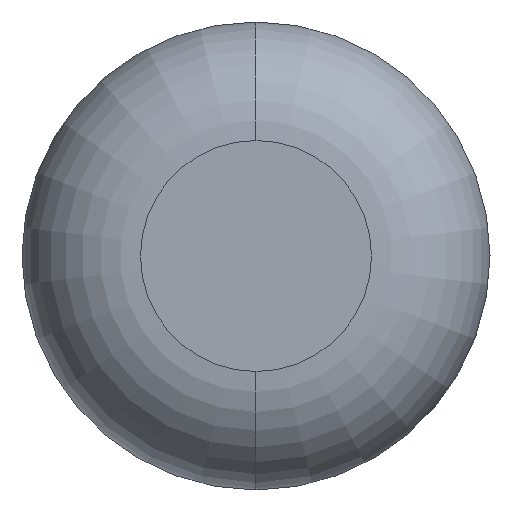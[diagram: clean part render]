
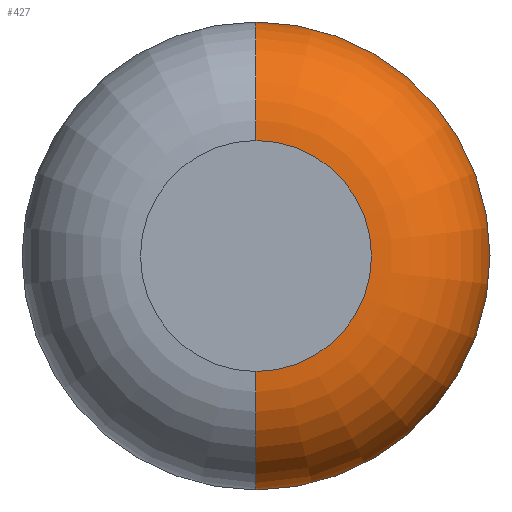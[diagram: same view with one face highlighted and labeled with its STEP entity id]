
A CAD part, front view. The second image highlights one B-rep face of the part: STEP entity #427.
In plain terms, the highlighted toroidal (fillet/blend) face has major radius 4.699 mm and minor radius 4.826 mm.
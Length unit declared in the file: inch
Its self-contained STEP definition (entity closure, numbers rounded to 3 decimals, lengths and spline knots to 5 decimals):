
#24 = CARTESIAN_POINT ( 'NONE',  ( 0., 0., 0. ) ) ;
#27 = CIRCLE ( 'NONE', #424, 0.375 ) ;
#45 = VERTEX_POINT ( 'NONE', #59 ) ;
#51 = DIRECTION ( 'NONE',  ( 0., 0., -1. ) ) ;
#54 = AXIS2_PLACEMENT_3D ( 'NONE', #408, #323, #168 ) ;
#58 = EDGE_CURVE ( 'NONE', #45, #514, #142, .T. ) ;
#59 = CARTESIAN_POINT ( 'NONE',  ( 0., 0.19, -0.375 ) ) ;
#88 = EDGE_CURVE ( 'NONE', #514, #347, #390, .T. ) ;
#91 = VERTEX_POINT ( 'NONE', #337 ) ;
#93 = ORIENTED_EDGE ( 'NONE', *, *, #369, .T. ) ;
#106 = DIRECTION ( 'NONE',  ( 0., 0., 1. ) ) ;
#133 = EDGE_LOOP ( 'NONE', ( #93, #415, #401, #443 ) ) ;
#142 = CIRCLE ( 'NONE', #189, 0.19 ) ;
#168 = DIRECTION ( 'NONE',  ( 0., 0., -1. ) ) ;
#173 = FACE_OUTER_BOUND ( 'NONE', #133, .T. ) ;
#175 = EDGE_CURVE ( 'NONE', #91, #347, #267, .T. ) ;
#189 = AXIS2_PLACEMENT_3D ( 'NONE', #243, #276, #106 ) ;
#210 = DIRECTION ( 'NONE',  ( 0., -1., 0. ) ) ;
#224 = DIRECTION ( 'NONE',  ( 0., -1., 0. ) ) ;
#232 = DIRECTION ( 'NONE',  ( 0., 0., -1. ) ) ;
#243 = CARTESIAN_POINT ( 'NONE',  ( 0., 0.19, -0.185 ) ) ;
#267 = CIRCLE ( 'NONE', #54, 0.19 ) ;
#276 = DIRECTION ( 'NONE',  ( -1., 0., 0. ) ) ;
#280 = TOROIDAL_SURFACE ( 'NONE', #457, 0.185, 0.19 ) ;
#295 = CARTESIAN_POINT ( 'NONE',  ( 0., 0.19, 0. ) ) ;
#323 = DIRECTION ( 'NONE',  ( 1., 0., 0. ) ) ;
#337 = CARTESIAN_POINT ( 'NONE',  ( 0., 0.19, 0.375 ) ) ;
#347 = VERTEX_POINT ( 'NONE', #524 ) ;
#349 = CARTESIAN_POINT ( 'NONE',  ( 0., 0.19, 0. ) ) ;
#369 = EDGE_CURVE ( 'NONE', #45, #91, #27, .T. ) ;
#370 = DIRECTION ( 'NONE',  ( 0., 0., -1. ) ) ;
#390 = CIRCLE ( 'NONE', #456, 0.185 ) ;
#400 = DIRECTION ( 'NONE',  ( 0., -1., 0. ) ) ;
#401 = ORIENTED_EDGE ( 'NONE', *, *, #88, .F. ) ;
#408 = CARTESIAN_POINT ( 'NONE',  ( 0., 0.19, 0.185 ) ) ;
#415 = ORIENTED_EDGE ( 'NONE', *, *, #175, .T. ) ;
#424 = AXIS2_PLACEMENT_3D ( 'NONE', #295, #224, #51 ) ;
#427 = ADVANCED_FACE ( 'NONE', ( #173 ), #280, .T. ) ;
#443 = ORIENTED_EDGE ( 'NONE', *, *, #58, .F. ) ;
#456 = AXIS2_PLACEMENT_3D ( 'NONE', #24, #210, #370 ) ;
#457 = AXIS2_PLACEMENT_3D ( 'NONE', #349, #400, #232 ) ;
#468 = CARTESIAN_POINT ( 'NONE',  ( 0., 0., -0.185 ) ) ;
#514 = VERTEX_POINT ( 'NONE', #468 ) ;
#524 = CARTESIAN_POINT ( 'NONE',  ( 0., 0., 0.185 ) ) ;
